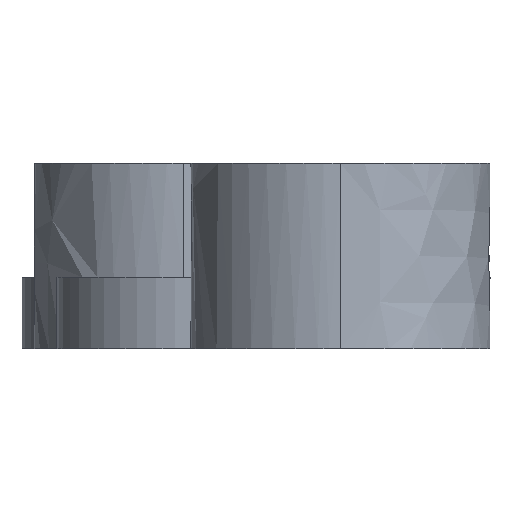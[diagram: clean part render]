
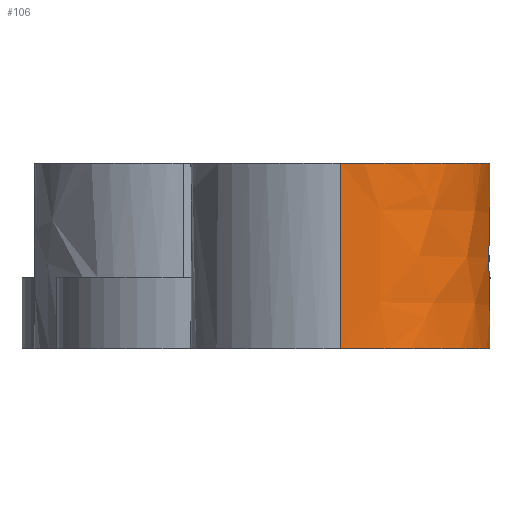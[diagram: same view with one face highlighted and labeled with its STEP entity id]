
A CAD part, left-side view. The second image highlights one B-rep face of the part: STEP entity #106.
In plain terms, the highlighted free-form (B-spline) face has degree [2, 1] with [5, 2] control points.
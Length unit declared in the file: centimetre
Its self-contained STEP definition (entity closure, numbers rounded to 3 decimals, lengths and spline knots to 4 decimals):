
#106=ADVANCED_FACE('',(#161),#801,.T.);
#161=FACE_OUTER_BOUND('',#222,.T.);
#222=EDGE_LOOP('',(#434,#435,#436,#437,#438,#439));
#434=ORIENTED_EDGE('',*,*,#555,.T.);
#435=ORIENTED_EDGE('',*,*,#538,.T.);
#436=ORIENTED_EDGE('',*,*,#540,.F.);
#437=ORIENTED_EDGE('',*,*,#543,.T.);
#438=ORIENTED_EDGE('',*,*,#554,.F.);
#439=ORIENTED_EDGE('',*,*,#553,.F.);
#538=EDGE_CURVE('',#735,#737,#651,.T.);
#540=EDGE_CURVE('',#736,#737,#653,.T.);
#543=EDGE_CURVE('',#736,#703,#656,.T.);
#553=EDGE_CURVE('',#742,#743,#666,.T.);
#554=EDGE_CURVE('',#743,#703,#667,.T.);
#555=EDGE_CURVE('',#742,#735,#668,.T.);
#651=(
BOUNDED_CURVE()
B_SPLINE_CURVE(1,(#1803,#1804),.UNSPECIFIED.,.F.,.F.)
B_SPLINE_CURVE_WITH_KNOTS((2,2),(0.,2.5),.UNSPECIFIED.)
CURVE()
GEOMETRIC_REPRESENTATION_ITEM()
RATIONAL_B_SPLINE_CURVE((1.,1.))
REPRESENTATION_ITEM('')
);
#653=(
BOUNDED_CURVE()
B_SPLINE_CURVE(2,(#1808,#1809,#1810),.UNSPECIFIED.,.F.,.F.)
B_SPLINE_CURVE_WITH_KNOTS((3,3),(58.0045,62.636),
 .UNSPECIFIED.)
CURVE()
GEOMETRIC_REPRESENTATION_ITEM()
RATIONAL_B_SPLINE_CURVE((1.,0.905,1.))
REPRESENTATION_ITEM('')
);
#656=(
BOUNDED_CURVE()
B_SPLINE_CURVE(1,(#1819,#1820),.UNSPECIFIED.,.F.,.F.)
B_SPLINE_CURVE_WITH_KNOTS((2,2),(2.5,6.5),.UNSPECIFIED.)
CURVE()
GEOMETRIC_REPRESENTATION_ITEM()
RATIONAL_B_SPLINE_CURVE((1.,1.))
REPRESENTATION_ITEM('')
);
#666=(
BOUNDED_CURVE()
B_SPLINE_CURVE(1,(#1849,#1850),.UNSPECIFIED.,.F.,.F.)
B_SPLINE_CURVE_WITH_KNOTS((2,2),(0.,6.5),.UNSPECIFIED.)
CURVE()
GEOMETRIC_REPRESENTATION_ITEM()
RATIONAL_B_SPLINE_CURVE((1.,1.))
REPRESENTATION_ITEM('')
);
#667=(
BOUNDED_CURVE()
B_SPLINE_CURVE(2,(#1851,#1852,#1853,#1854,#1855),.UNSPECIFIED.,.F.,.F.)
B_SPLINE_CURVE_WITH_KNOTS((3,2,3),(16.4934,24.74,32.9867),
 .UNSPECIFIED.)
CURVE()
GEOMETRIC_REPRESENTATION_ITEM()
RATIONAL_B_SPLINE_CURVE((1.,0.707,1.,0.707,1.))
REPRESENTATION_ITEM('')
);
#668=(
BOUNDED_CURVE()
B_SPLINE_CURVE(2,(#1856,#1857,#1858,#1859,#1860),.UNSPECIFIED.,.F.,.F.)
B_SPLINE_CURVE_WITH_KNOTS((3,2,3),(16.4934,24.74,28.3889),
 .UNSPECIFIED.)
CURVE()
GEOMETRIC_REPRESENTATION_ITEM()
RATIONAL_B_SPLINE_CURVE((1.,0.707,1.,0.941,1.))
REPRESENTATION_ITEM('')
);
#703=VERTEX_POINT('',#1537);
#735=VERTEX_POINT('',#1569);
#736=VERTEX_POINT('',#1570);
#737=VERTEX_POINT('',#1571);
#742=VERTEX_POINT('',#1576);
#743=VERTEX_POINT('',#1577);
#801=(
BOUNDED_SURFACE()
B_SPLINE_SURFACE(2,1,((#1490,#1491),(#1492,#1493),(#1494,#1495),(#1496,
#1497),(#1498,#1499)),.UNSPECIFIED.,.F.,.F.,.F.)
B_SPLINE_SURFACE_WITH_KNOTS((3,2,3),(2,2),(16.4934,24.74,
32.9867),(0.,6.5),.UNSPECIFIED.)
GEOMETRIC_REPRESENTATION_ITEM()
RATIONAL_B_SPLINE_SURFACE(((1.,1.),(0.707,0.707),
(1.,1.),(0.707,0.707),(1.,1.)))
REPRESENTATION_ITEM('')
SURFACE()
);
#1490=CARTESIAN_POINT('',(1345.4805,18.6671,0.));
#1491=CARTESIAN_POINT('',(1345.4805,18.6671,6.5));
#1492=CARTESIAN_POINT('',(1345.4805,13.4171,0.));
#1493=CARTESIAN_POINT('',(1345.4805,13.4171,6.5));
#1494=CARTESIAN_POINT('',(1350.7305,13.4171,0.));
#1495=CARTESIAN_POINT('',(1350.7305,13.4171,6.5));
#1496=CARTESIAN_POINT('',(1355.9805,13.4171,0.));
#1497=CARTESIAN_POINT('',(1355.9805,13.4171,6.5));
#1498=CARTESIAN_POINT('',(1355.9805,18.6671,0.));
#1499=CARTESIAN_POINT('',(1355.9805,18.6671,6.5));
#1537=CARTESIAN_POINT('',(1355.9805,18.6671,6.5));
#1569=CARTESIAN_POINT('',(1354.0729,14.6186,0.));
#1570=CARTESIAN_POINT('',(1355.9805,18.6671,2.5));
#1571=CARTESIAN_POINT('',(1354.0729,14.6186,2.5));
#1576=CARTESIAN_POINT('',(1345.4805,18.6671,0.));
#1577=CARTESIAN_POINT('',(1345.4805,18.6671,6.5));
#1803=CARTESIAN_POINT('',(1354.0729,14.6186,0.));
#1804=CARTESIAN_POINT('',(1354.0729,14.6186,2.5));
#1808=CARTESIAN_POINT('',(1355.9805,18.6671,2.5));
#1809=CARTESIAN_POINT('',(1355.9805,16.1935,2.5));
#1810=CARTESIAN_POINT('',(1354.0729,14.6186,2.5));
#1819=CARTESIAN_POINT('',(1355.9805,18.6671,2.5));
#1820=CARTESIAN_POINT('',(1355.9805,18.6671,6.5));
#1849=CARTESIAN_POINT('',(1345.4805,18.6671,0.));
#1850=CARTESIAN_POINT('',(1345.4805,18.6671,6.5));
#1851=CARTESIAN_POINT('',(1345.4805,18.6671,6.5));
#1852=CARTESIAN_POINT('',(1345.4805,13.4171,6.5));
#1853=CARTESIAN_POINT('',(1350.7305,13.4171,6.5));
#1854=CARTESIAN_POINT('',(1355.9805,13.4171,6.5));
#1855=CARTESIAN_POINT('',(1355.9805,18.6671,6.5));
#1856=CARTESIAN_POINT('',(1345.4805,18.6671,0.));
#1857=CARTESIAN_POINT('',(1345.4805,13.4171,0.));
#1858=CARTESIAN_POINT('',(1350.7305,13.4171,0.));
#1859=CARTESIAN_POINT('',(1352.6176,13.4171,0.));
#1860=CARTESIAN_POINT('',(1354.0729,14.6186,0.));
